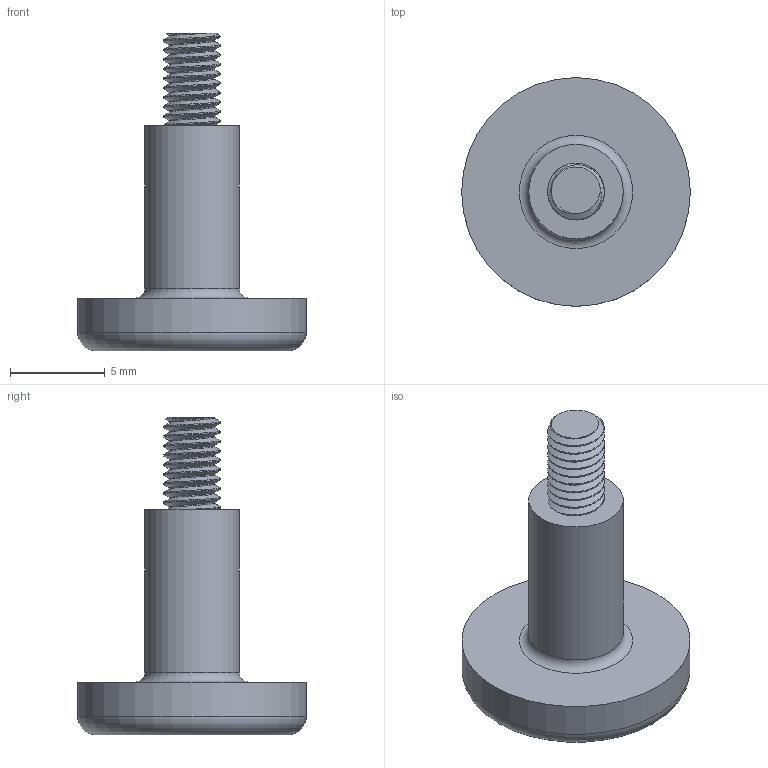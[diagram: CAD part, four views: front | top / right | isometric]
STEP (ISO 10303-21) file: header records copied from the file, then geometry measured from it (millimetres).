
FILE_DESCRIPTION(/* description */ (''),/* implementation_level */ '2;1');
FILE_NAME(/* name */ '4631 Mini Mag Feet.step',/* time_stamp */ '2022-05-29T17:57:43-05:00',/* author */ (''),/* organization */ (''),/* preprocessor_version */ 'ST-DEVELOPER v19',/* originating_system */ 'Autodesk Translation Framework v11.7.0.108',/* authorisation */ '');
FILE_SCHEMA (('AUTOMOTIVE_DESIGN { 1 0 10303 214 3 1 1 }'));
Length unit declared in the file: millimetre
Products named in the file (1): 4631 Mini Mag Feet
Bounding box: 12.1 x 12.1 x 16.82 mm (x, y, z)
Volume: 513.9 mm3; surface area: 589.7 mm2
Topology: 1 solids, 1 shells, 38 faces, 95 edges, 63 vertices
Faces by surface type: cylinder 25, plane 7, torus 3, bspline 2, cone 1
Full cylindrical faces by diameter (mm): 2.35 x9, 3 x8, 5 x1, 9.5 x1, 10 x1, 12.1 x1
Entity records: 3038 total; most frequent: CARTESIAN_POINT 2161, ORIENTED_EDGE 190, DIRECTION 146, EDGE_CURVE 95, VERTEX_POINT 63, AXIS2_PLACEMENT_3D 60, B_SPLINE_CURVE_WITH_KNOTS 46, EDGE_LOOP 42
